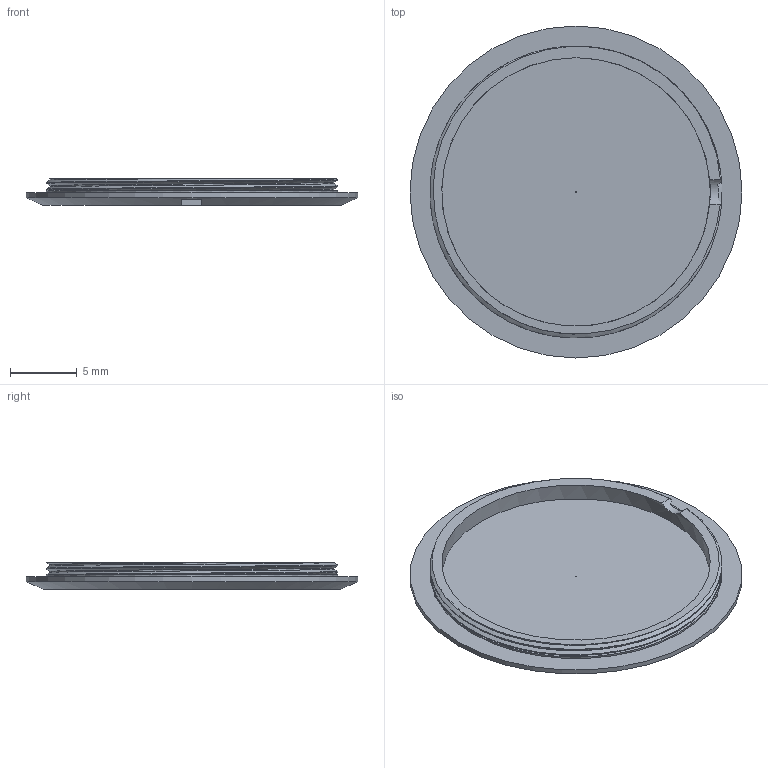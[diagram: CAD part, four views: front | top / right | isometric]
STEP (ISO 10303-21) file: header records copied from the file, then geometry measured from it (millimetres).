
FILE_DESCRIPTION(/* description */ (''),/* implementation_level */ '2;1');
FILE_NAME(/* name */ 'Boîtier - Homme 40 mm - Usinage v6.step',/* time_stamp */ '2019-11-27T12:19:08+01:00',/* author */ (''),/* organization */ (''),/* preprocessor_version */ 'ST-DEVELOPER v18',/* originating_system */ 'Autodesk Translation Framework v8.12.0.6',/* authorisation */ '');
FILE_SCHEMA (('AUTOMOTIVE_DESIGN { 1 0 10303 214 3 1 1 }'));
Length unit declared in the file: millimetre
Products named in the file (1): Boîtier - Homme 40 mm - Usinage
Bounding box: 24.93 x 24.93 x 2.03 mm (x, y, z)
Volume: 425.7 mm3; surface area: 1212.7 mm2
Topology: 1 solids, 1 shells, 30 faces, 82 edges, 55 vertices
Faces by surface type: plane 15, cylinder 10, bspline 4, cone 1
Full cylindrical faces by diameter (mm): 0.001 x1, 20.169 x1, 21.927 x1, 24.934 x1
Entity records: 2045 total; most frequent: CARTESIAN_POINT 1294, ORIENTED_EDGE 164, DIRECTION 117, EDGE_CURVE 82, VERTEX_POINT 55, AXIS2_PLACEMENT_3D 43, EDGE_LOOP 33, LINE 31
